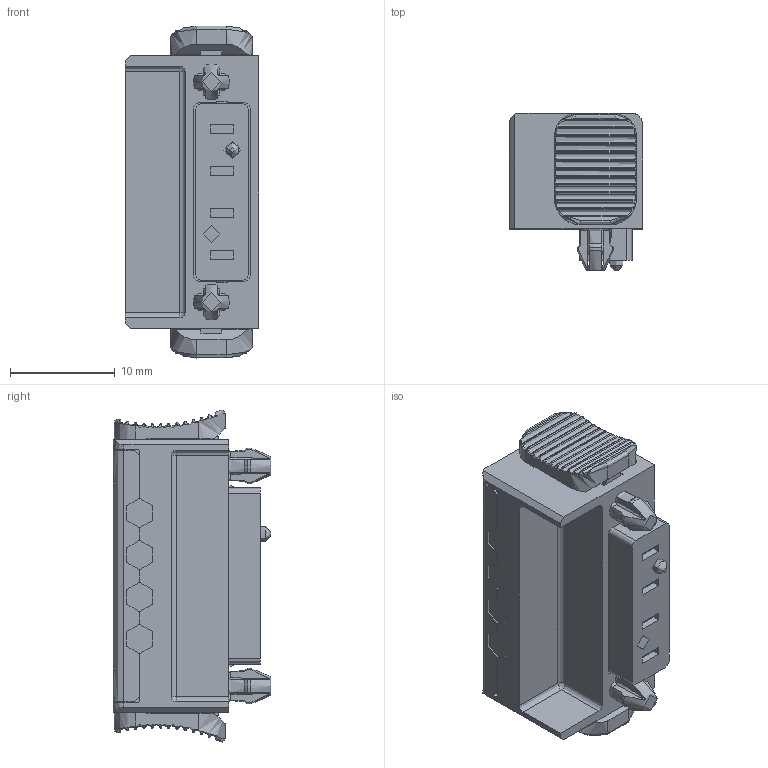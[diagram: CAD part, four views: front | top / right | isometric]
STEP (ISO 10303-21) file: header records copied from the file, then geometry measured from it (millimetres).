
FILE_DESCRIPTION(/* description */ (''),/* implementation_level */ '2;1');
FILE_NAME(/* name */ '21.04.212.113.2.step',/* time_stamp */ '2022-11-16T23:45:02+01:00',/* author */ (''),/* organization */ (''),/* preprocessor_version */ 'ST-DEVELOPER v19.2',/* originating_system */ 'Autodesk Translation Framework v11.17.0.187',/* authorisation */ '');
FILE_SCHEMA (('AUTOMOTIVE_DESIGN { 1 0 10303 214 3 1 1 }'));
Products named in the file (2): 21.04.212.113.2; 21.03.212.113.2
Assembly tree (1 placements, depth 2):
  21.04.212.113.2
    21.03.212.113.2
Bounding box: 12.7 x 15.02 x 31.65 mm (x, y, z)
Volume: 3137.6 mm3; surface area: 3007.2 mm2
Topology: 1 solids, 1 shells, 1019 faces, 2855 edges, 1822 vertices
Faces by surface type: plane 446, cylinder 311, bspline 171, torus 64, cone 25, sphere 2
Full cylindrical faces by diameter (mm): 1.4 x1, 1.6 x2, 1.9 x2
Entity records: 56300 total; most frequent: CARTESIAN_POINT 30922, ORIENTED_EDGE 5698, DIRECTION 4907, EDGE_CURVE 2849, VERTEX_POINT 1820, LINE 1639, VECTOR 1639, AXIS2_PLACEMENT_3D 1634
